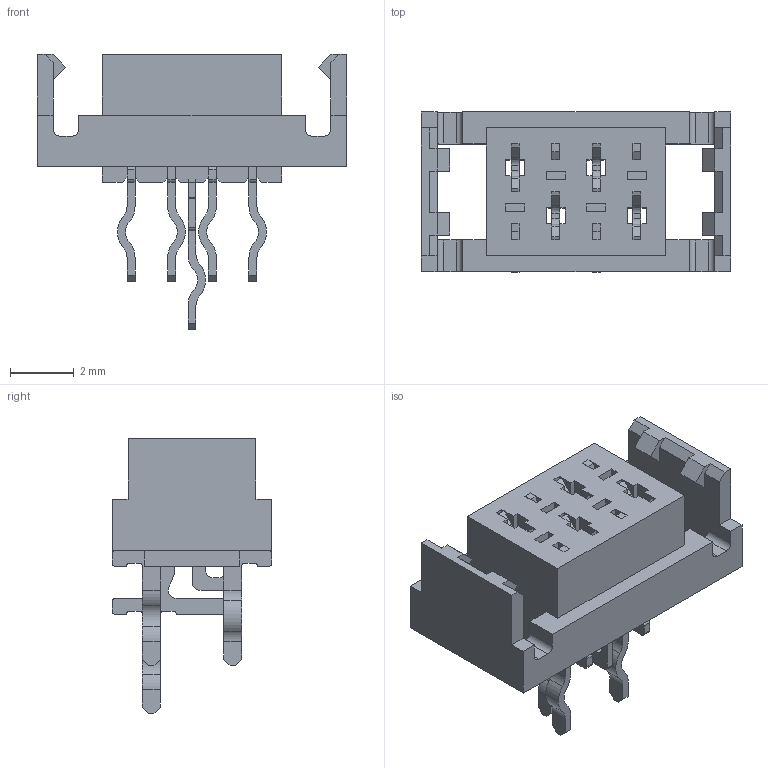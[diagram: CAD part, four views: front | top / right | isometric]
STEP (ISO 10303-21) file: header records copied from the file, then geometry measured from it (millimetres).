
FILE_DESCRIPTION( ( 'Unknown' ), '1' );
FILE_NAME( '690367190472.stp', 'Unknown', ( 'Unknown' ), ( 'Unknown' ), 'XStep 1.0', 'Unknown', ' ' );
FILE_SCHEMA( ( 'automotive_design' ) );
Length unit declared in the file: millimetre
Products named in the file (3): Assem1; Gehäuse; Pin
Bounding box: 9.68 x 5 x 8.6 mm (x, y, z)
Volume: 226.9 mm3; surface area: 777.8 mm2
Topology: 7 solids, 7 shells, 614 faces, 1802 edges, 1188 vertices
Faces by surface type: plane 488, cylinder 126
Entity records: 9036 total; most frequent: CARTESIAN_POINT 1355, ORIENTED_EDGE 1352, DIRECTION 1206, EDGE_CURVE 676, LINE 616, VECTOR 616, VERTEX_POINT 444, AXIS2_PLACEMENT_3D 295
